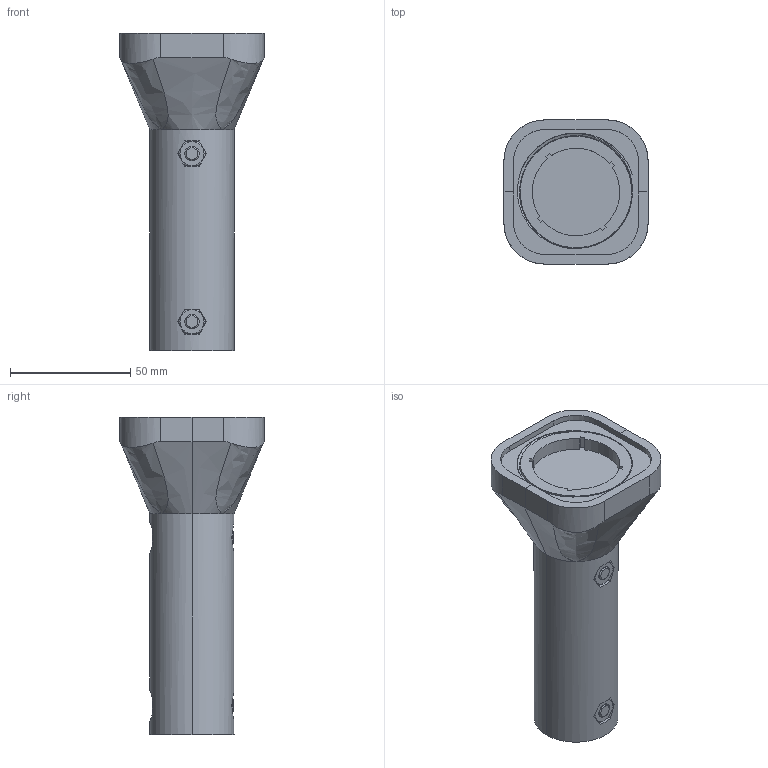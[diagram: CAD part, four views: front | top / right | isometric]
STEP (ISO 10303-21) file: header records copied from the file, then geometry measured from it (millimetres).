
FILE_DESCRIPTION (( 'STEP AP214' ), '1' );
FILE_NAME ('Torch Assembly.STEP', '2019-07-19T09:02:35', ( '' ), ( '' ), 'SwSTEP 2.0', 'SolidWorks 2018', '' );
FILE_SCHEMA (( 'AUTOMOTIVE_DESIGN' ));
Length unit declared in the file: millimetre
Products named in the file (14): Torch Assembly; Torch Assembly.STEP; Torch Assembly.STEP.STEP; Torch Assembly.STEP.STEP.STEP; Torch with modified lens & body - Assembled.STEP.STEP.STEP.STEP; PAN HEAD SCREW M6 x 30_BS EN ISO 1580 - M6 x 30 - 30C.STEP.STEP.STEP.STEP; M6 HEX NUT_BS EN 24034 - M6 - C.STEP.STEP.STEP.STEP; TORCH BODY - UPPER.STEP.STEP.STEP.STEP; MODIFIED TORCH BODY - LOWER.STEP.STEP.STEP.STEP; BULB HOUSING ASSEMBLY.STEP.STEP.STEP.STEP; MODIFIED LENS RETAINING RING.STEP.STEP.STEP.STEP; MODIFIED LENS.STEP.STEP.STEP.STEP; BULB.STEP.STEP.STEP.STEP; MODIFIED BULB HOUSING.STEP.STEP.STEP.STEP
Assembly tree (15 placements, depth 7):
  Torch Assembly
    Torch Assembly.STEP
      Torch Assembly.STEP.STEP
        Torch Assembly.STEP.STEP.STEP
          Torch with modified lens & body - Assembled.STEP.STEP.STEP.STEP
            BULB HOUSING ASSEMBLY.STEP.STEP.STEP.STEP
              MODIFIED BULB HOUSING.STEP.STEP.STEP.STEP
              BULB.STEP.STEP.STEP.STEP
              MODIFIED LENS.STEP.STEP.STEP.STEP
              MODIFIED LENS RETAINING RING.STEP.STEP.STEP.STEP
            MODIFIED TORCH BODY - LOWER.STEP.STEP.STEP.STEP
            TORCH BODY - UPPER.STEP.STEP.STEP.STEP
            M6 HEX NUT_BS EN 24034 - M6 - C.STEP.STEP.STEP.STEP  x2
            PAN HEAD SCREW M6 x 30_BS EN ISO 1580 - M6 x 30 - 30C.STEP.STEP.STEP.STEP  x2
Bounding box: 60 x 60 x 132 mm (x, y, z)
Volume: 70824.5 mm3; surface area: 66038.3 mm2
Topology: 10 solids, 10 shells, 727 faces, 1887 edges, 1174 vertices
Faces by surface type: cone 279, cylinder 234, plane 148, bspline 44, sphere 18, torus 4
Entity records: 29159 total; most frequent: CARTESIAN_POINT 16428, ORIENTED_EDGE 2640, DIRECTION 2537, EDGE_CURVE 1320, AXIS2_PLACEMENT_3D 1001, VERTEX_POINT 836, EDGE_LOOP 546, LINE 535
